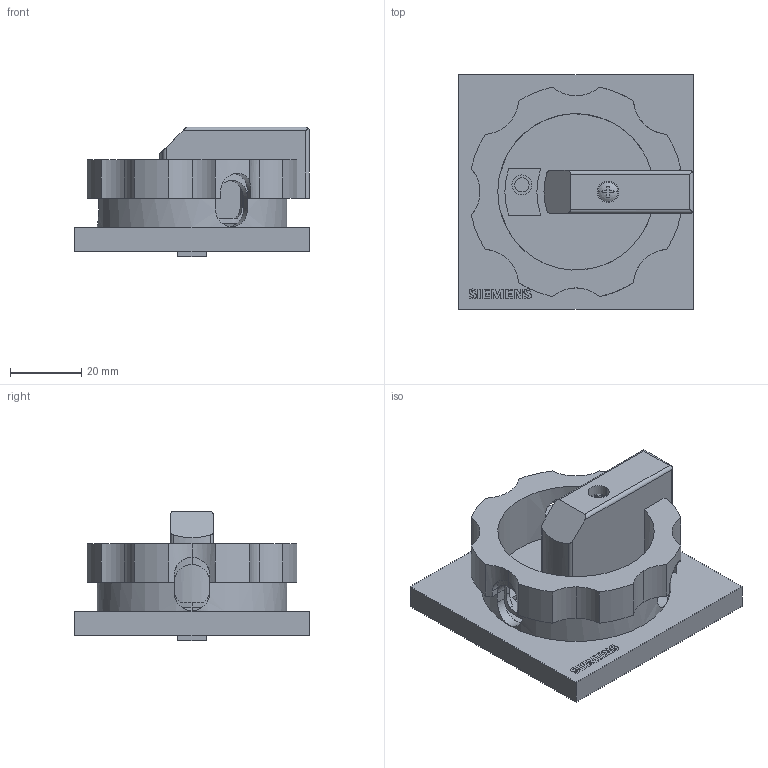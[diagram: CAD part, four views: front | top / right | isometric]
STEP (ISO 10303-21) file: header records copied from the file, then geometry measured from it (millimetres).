
FILE_DESCRIPTION(('STEP AP214'),'1');
FILE_NAME('cctmp_8D665DF1-2A5E-458E-B7A5-D9D244A2138D_2023_04_14_05_29_31_0211..stp','2023-04-14T03:29:31',('SIEMENS A&D'),('CADClick - www.CADClick.com'),'Spatial InterOp 3D postprocessed',' ','unknown authorization');
FILE_SCHEMA(('AUTOMOTIVE_DESIGN'));
Length unit declared in the file: millimetre
Products named in the file (1): 2023_04_14_05_29_31_0164
Bounding box: 66 x 66 x 36.5 mm (x, y, z)
Volume: 56315.3 mm3; surface area: 27574.7 mm2
Topology: 1 solids, 2 shells, 247 faces, 686 edges, 448 vertices
Faces by surface type: plane 129, cylinder 112, sphere 2, torus 2, cone 2
Entity records: 8881 total; most frequent: CARTESIAN_POINT 1656, ORIENTED_EDGE 1368, DIRECTION 1343, EDGE_CURVE 684, AXIS2_PLACEMENT_3D 458, VERTEX_POINT 448, LINE 427, VECTOR 427
